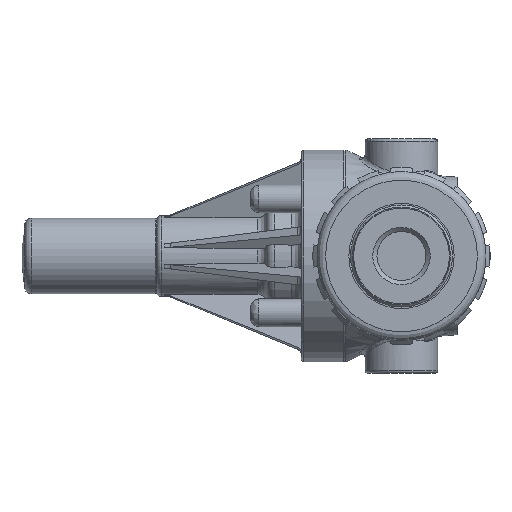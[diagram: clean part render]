
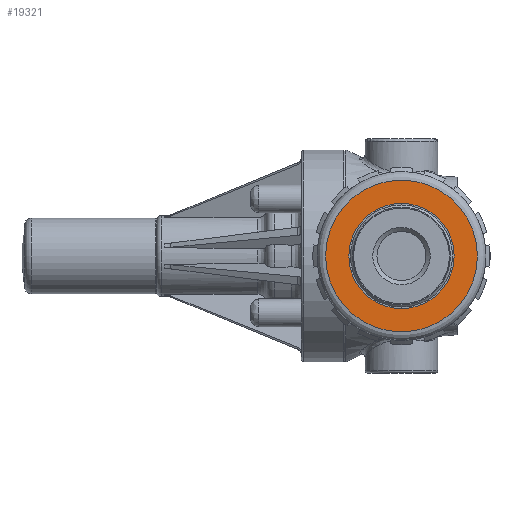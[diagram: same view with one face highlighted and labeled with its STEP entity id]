
A CAD part, left-side view. The second image highlights one B-rep face of the part: STEP entity #19321.
In plain terms, the highlighted free-form (B-spline) face has degree [1, 1] with [2, 2] control points.
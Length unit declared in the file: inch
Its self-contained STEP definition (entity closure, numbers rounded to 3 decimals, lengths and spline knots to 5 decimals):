
#19287=CARTESIAN_POINT('',(-2.51983,-0.2385,0.));
#19288=VERTEX_POINT('',#19287);
#19289=CARTESIAN_POINT('',(-2.51983,0.6565,0.));
#19290=DIRECTION('',(-1.0,0.0,0.0));
#19291=DIRECTION('',(0.0,1.0,0.0));
#19292=AXIS2_PLACEMENT_3D('',#19289,#19290,#19291);
#19293=CIRCLE('',#19292,0.895);
#19294=EDGE_CURVE('',#19288,#19288,#19293,.T.);
#19302=CARTESIAN_POINT('',(-2.51983,1.5515,-0.895));
#19303=CARTESIAN_POINT('',(-2.51983,-0.2385,-0.895));
#19304=CARTESIAN_POINT('',(-2.51983,1.5515,0.895));
#19305=CARTESIAN_POINT('',(-2.51983,-0.2385,0.895));
#19306=B_SPLINE_SURFACE_WITH_KNOTS('',1,1,((#19302,#19304),(#19303,#19305)),.UNSPECIFIED.,.F.,.F.,.U.,(2,2),(2,2),(0.0,1.79),(0.0,1.79),.UNSPECIFIED.);
#19307=ORIENTED_EDGE('',*,*,#19294,.T.);
#19308=EDGE_LOOP('',(#19307));
#19309=FACE_OUTER_BOUND('',#19308,.T.);
#19310=CARTESIAN_POINT('',(-2.51983,0.0355,0.));
#19311=VERTEX_POINT('',#19310);
#19312=CARTESIAN_POINT('',(-2.51983,0.6565,0.));
#19313=DIRECTION('',(-1.0,0.0,0.0));
#19314=DIRECTION('',(0.0,1.0,0.0));
#19315=AXIS2_PLACEMENT_3D('',#19312,#19313,#19314);
#19316=CIRCLE('',#19315,0.621);
#19317=EDGE_CURVE('',#19311,#19311,#19316,.T.);
#19318=ORIENTED_EDGE('',*,*,#19317,.F.);
#19319=EDGE_LOOP('',(#19318));
#19320=FACE_BOUND('',#19319,.T.);
#19321=ADVANCED_FACE('',(#19309,#19320),#19306,.T.);
